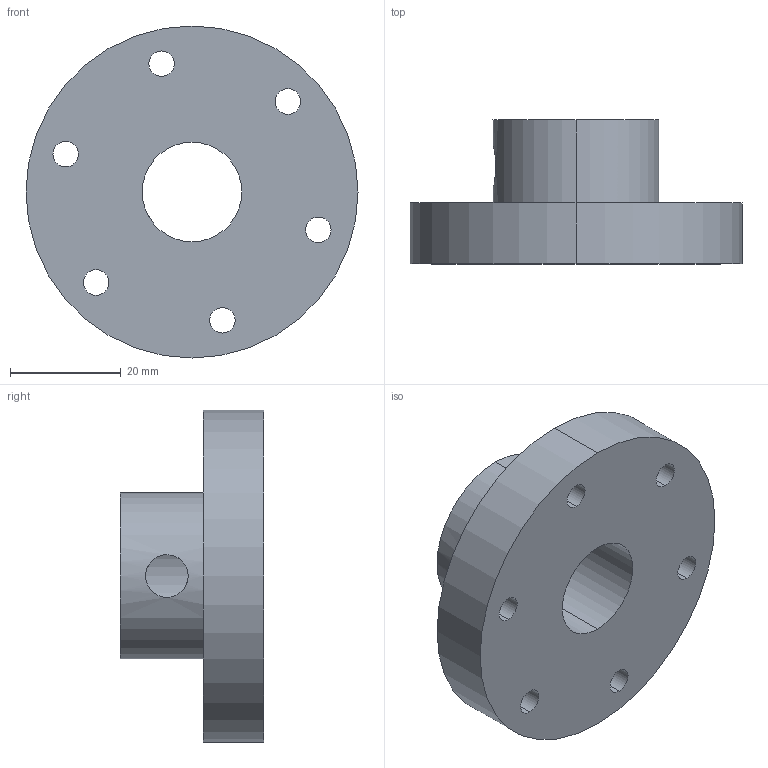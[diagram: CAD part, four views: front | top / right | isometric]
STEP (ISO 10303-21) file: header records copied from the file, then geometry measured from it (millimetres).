
FILE_DESCRIPTION (( 'STEP AP214' ), '1' );
FILE_NAME ('Acople a motoreductor.STEP', '2022-07-29T23:46:49', ( 'USER' ), ( '' ), 'SwSTEP 2.0', 'SolidWorks 2020', '' );
FILE_SCHEMA (( 'AUTOMOTIVE_DESIGN' ));
Length unit declared in the file: millimetre
Products named in the file (1): Acople a motoreductor
Bounding box: 60 x 26 x 60 mm (x, y, z)
Volume: 33708.2 mm3; surface area: 10912.5 mm2
Topology: 1 solids, 1 shells, 23 faces, 60 edges, 40 vertices
Faces by surface type: cylinder 20, plane 3
Entity records: 920 total; most frequent: CARTESIAN_POINT 256, DIRECTION 140, ORIENTED_EDGE 120, AXIS2_PLACEMENT_3D 60, EDGE_CURVE 60, VERTEX_POINT 40, EDGE_LOOP 40, CIRCLE 36
